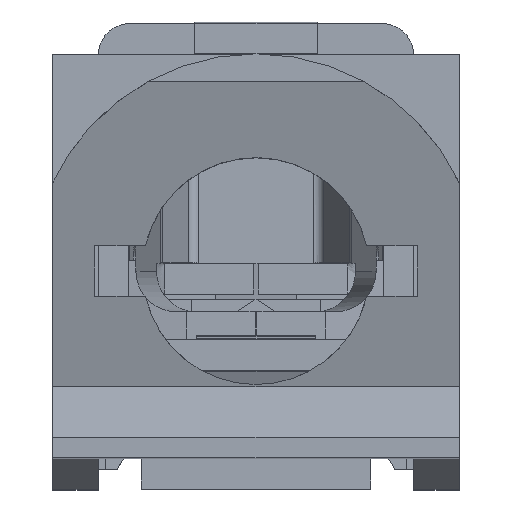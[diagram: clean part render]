
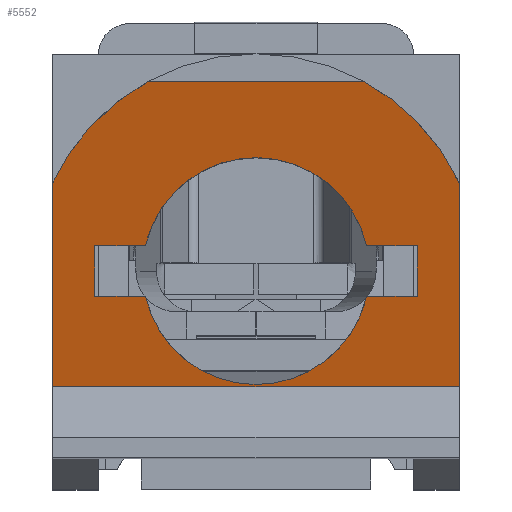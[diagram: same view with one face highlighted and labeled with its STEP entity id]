
A CAD part, top view. The second image highlights one B-rep face of the part: STEP entity #5552.
In plain terms, the highlighted planar face has unit normal (0, -0.258, 0.966).
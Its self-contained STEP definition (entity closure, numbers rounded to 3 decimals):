
#228=ELLIPSE('',#5897,2.287,2.21);
#229=ELLIPSE('',#5898,2.287,2.21);
#230=ELLIPSE('',#5899,1.154,1.115);
#231=ELLIPSE('',#5900,1.154,1.115);
#262=ORIENTED_EDGE('',*,*,#1942,.T.);
#263=ORIENTED_EDGE('',*,*,#1943,.F.);
#264=ORIENTED_EDGE('',*,*,#1944,.T.);
#265=ORIENTED_EDGE('',*,*,#1945,.F.);
#266=ORIENTED_EDGE('',*,*,#1946,.F.);
#267=ORIENTED_EDGE('',*,*,#1947,.F.);
#268=ORIENTED_EDGE('',*,*,#1948,.T.);
#269=ORIENTED_EDGE('',*,*,#1949,.T.);
#270=ORIENTED_EDGE('',*,*,#1950,.T.);
#271=ORIENTED_EDGE('',*,*,#1951,.T.);
#272=ORIENTED_EDGE('',*,*,#1952,.T.);
#273=ORIENTED_EDGE('',*,*,#1953,.T.);
#274=ORIENTED_EDGE('',*,*,#1954,.T.);
#275=ORIENTED_EDGE('',*,*,#1955,.T.);
#1942=EDGE_CURVE('',#2782,#2783,#3315,.T.);
#1943=EDGE_CURVE('',#2784,#2783,#228,.F.);
#1944=EDGE_CURVE('',#2784,#2785,#3316,.T.);
#1945=EDGE_CURVE('',#2786,#2785,#229,.F.);
#1946=EDGE_CURVE('',#2787,#2786,#3317,.T.);
#1947=EDGE_CURVE('',#2782,#2787,#3318,.T.);
#1948=EDGE_CURVE('',#2788,#2789,#3319,.T.);
#1949=EDGE_CURVE('',#2789,#2790,#3320,.T.);
#1950=EDGE_CURVE('',#2790,#2791,#3321,.T.);
#1951=EDGE_CURVE('',#2791,#2792,#230,.F.);
#1952=EDGE_CURVE('',#2792,#2793,#3322,.T.);
#1953=EDGE_CURVE('',#2793,#2794,#3323,.T.);
#1954=EDGE_CURVE('',#2794,#2795,#3324,.T.);
#1955=EDGE_CURVE('',#2795,#2788,#231,.F.);
#2782=VERTEX_POINT('',#7892);
#2783=VERTEX_POINT('',#7893);
#2784=VERTEX_POINT('',#7895);
#2785=VERTEX_POINT('',#7897);
#2786=VERTEX_POINT('',#7899);
#2787=VERTEX_POINT('',#7901);
#2788=VERTEX_POINT('',#7904);
#2789=VERTEX_POINT('',#7905);
#2790=VERTEX_POINT('',#7907);
#2791=VERTEX_POINT('',#7909);
#2792=VERTEX_POINT('',#7911);
#2793=VERTEX_POINT('',#7913);
#2794=VERTEX_POINT('',#7915);
#2795=VERTEX_POINT('',#7917);
#3315=LINE('',#7891,#4012);
#3316=LINE('',#7896,#4013);
#3317=LINE('',#7900,#4014);
#3318=LINE('',#7902,#4015);
#3319=LINE('',#7903,#4016);
#3320=LINE('',#7906,#4017);
#3321=LINE('',#7908,#4018);
#3322=LINE('',#7912,#4019);
#3323=LINE('',#7914,#4020);
#3324=LINE('',#7916,#4021);
#4012=VECTOR('',#6340,1000.);
#4013=VECTOR('',#6343,1000.);
#4014=VECTOR('',#6346,1000.);
#4015=VECTOR('',#6347,1000.);
#4016=VECTOR('',#6348,1000.);
#4017=VECTOR('',#6349,1000.);
#4018=VECTOR('',#6350,1000.);
#4019=VECTOR('',#6353,1000.);
#4020=VECTOR('',#6354,1000.);
#4021=VECTOR('',#6355,1000.);
#4691=EDGE_LOOP('',(#262,#263,#264,#265,#266,#267));
#4692=EDGE_LOOP('',(#268,#269,#270,#271,#272,#273,#274,#275));
#5000=FACE_BOUND('',#4691,.T.);
#5001=FACE_BOUND('',#4692,.T.);
#5309=PLANE('',#5896);
#5552=ADVANCED_FACE('',(#5000,#5001),#5309,.T.);
#5896=AXIS2_PLACEMENT_3D('',#7890,#6338,#6339);
#5897=AXIS2_PLACEMENT_3D('',#7894,#6341,#6342);
#5898=AXIS2_PLACEMENT_3D('',#7898,#6344,#6345);
#5899=AXIS2_PLACEMENT_3D('',#7910,#6351,#6352);
#5900=AXIS2_PLACEMENT_3D('',#7918,#6356,#6357);
#6338=DIRECTION('',(0.,-0.258,0.966));
#6339=DIRECTION('',(0.,-0.966,-0.258));
#6340=DIRECTION('',(0.,0.966,0.258));
#6341=DIRECTION('',(0.,-0.258,0.966));
#6342=DIRECTION('',(0.,0.966,0.258));
#6343=DIRECTION('',(-1.,0.,0.));
#6344=DIRECTION('',(0.,-0.258,0.966));
#6345=DIRECTION('',(0.,0.966,0.258));
#6346=DIRECTION('',(0.,0.966,0.258));
#6347=DIRECTION('',(-1.,0.,0.));
#6348=DIRECTION('',(1.,0.,0.));
#6349=DIRECTION('',(0.,-0.966,-0.258));
#6350=DIRECTION('',(-1.,0.,0.));
#6351=DIRECTION('',(0.,-0.258,0.966));
#6352=DIRECTION('',(0.,0.966,0.258));
#6353=DIRECTION('',(-1.,0.,0.));
#6354=DIRECTION('',(0.,0.966,0.258));
#6355=DIRECTION('',(1.,0.,0.));
#6356=DIRECTION('',(0.,-0.258,0.966));
#6357=DIRECTION('',(0.,0.966,0.258));
#7890=CARTESIAN_POINT('',(3.392,-1.135,10.9));
#7891=CARTESIAN_POINT('',(2.,-1.869,10.704));
#7892=CARTESIAN_POINT('',(2.,-1.135,10.9));
#7893=CARTESIAN_POINT('',(2.,0.865,11.433));
#7894=CARTESIAN_POINT('',(0.,-0.075,11.183));
#7895=CARTESIAN_POINT('',(1.058,1.865,11.7));
#7896=CARTESIAN_POINT('',(3.392,1.865,11.7));
#7897=CARTESIAN_POINT('',(-1.058,1.865,11.7));
#7898=CARTESIAN_POINT('',(0.,-0.075,11.183));
#7899=CARTESIAN_POINT('',(-2.,0.865,11.433));
#7900=CARTESIAN_POINT('',(-2.,-1.135,10.9));
#7901=CARTESIAN_POINT('',(-2.,-1.135,10.9));
#7902=CARTESIAN_POINT('',(3.392,-1.135,10.9));
#7903=CARTESIAN_POINT('',(3.392,0.25,11.269));
#7904=CARTESIAN_POINT('',(1.087,0.25,11.269));
#7905=CARTESIAN_POINT('',(1.587,0.25,11.269));
#7906=CARTESIAN_POINT('',(1.587,-1.135,10.9));
#7907=CARTESIAN_POINT('',(1.587,-0.25,11.136));
#7908=CARTESIAN_POINT('',(3.392,-0.25,11.136));
#7909=CARTESIAN_POINT('',(1.087,-0.25,11.136));
#7910=CARTESIAN_POINT('',(0.,0.,11.203));
#7911=CARTESIAN_POINT('',(-1.087,-0.25,11.136));
#7912=CARTESIAN_POINT('',(3.392,-0.25,11.136));
#7913=CARTESIAN_POINT('',(-1.587,-0.25,11.136));
#7914=CARTESIAN_POINT('',(-1.587,-1.135,10.9));
#7915=CARTESIAN_POINT('',(-1.587,0.25,11.269));
#7916=CARTESIAN_POINT('',(3.392,0.25,11.269));
#7917=CARTESIAN_POINT('',(-1.087,0.25,11.269));
#7918=CARTESIAN_POINT('',(0.,0.,11.203));
